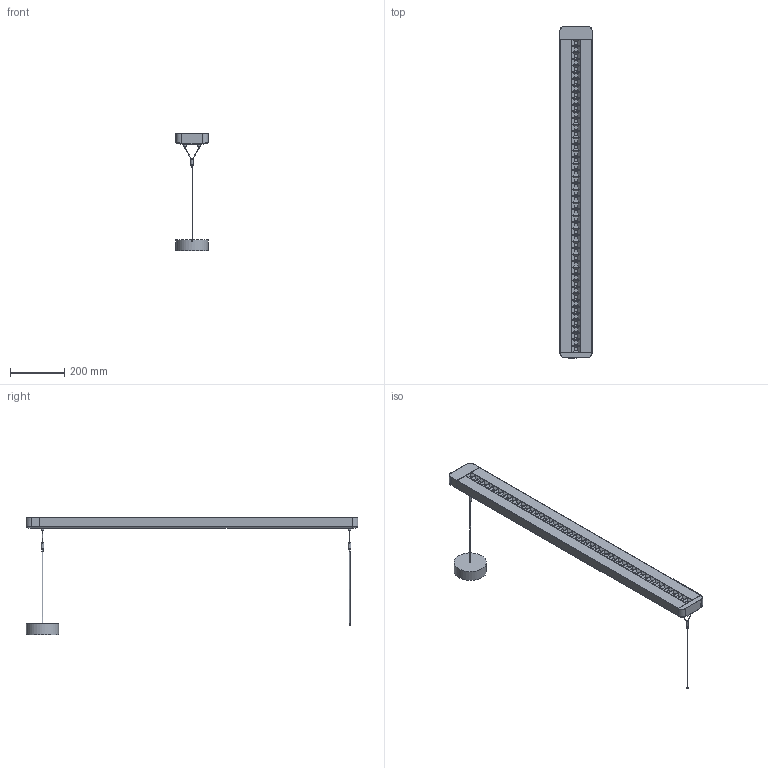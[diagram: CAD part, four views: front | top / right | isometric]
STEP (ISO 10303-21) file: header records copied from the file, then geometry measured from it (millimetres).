
FILE_DESCRIPTION (( 'STEP AP203' ), '1' );
FILE_NAME ('LN_INDV_1200_D-I.STEP', '2024-03-07T10:29:13', ( '' ), ( '' ), 'SwSTEP 2.0', 'SolidWorks 2022', '' );
FILE_SCHEMA (( 'CONFIG_CONTROL_DESIGN' ));
Length unit declared in the file: millimetre
Products named in the file (1): LN_INDV_1200_D-I
Bounding box: 120.72 x 1228.69 x 434.64 mm (x, y, z)
Volume: 1110208.8 mm3; surface area: 1076760.9 mm2
Topology: 11 solids, 11 shells, 653 faces, 1786 edges, 1119 vertices
Faces by surface type: plane 430, bspline 153, cylinder 54, torus 14, cone 2
Full cylindrical faces by diameter (mm): 3 x2, 4 x2, 9 x6, 120 x1
Entity records: 26599 total; most frequent: CARTESIAN_POINT 11922, ORIENTED_EDGE 3526, DIRECTION 2148, EDGE_CURVE 1763, VERTEX_POINT 1109, LINE 890, VECTOR 890, B_SPLINE_CURVE_WITH_KNOTS 745
